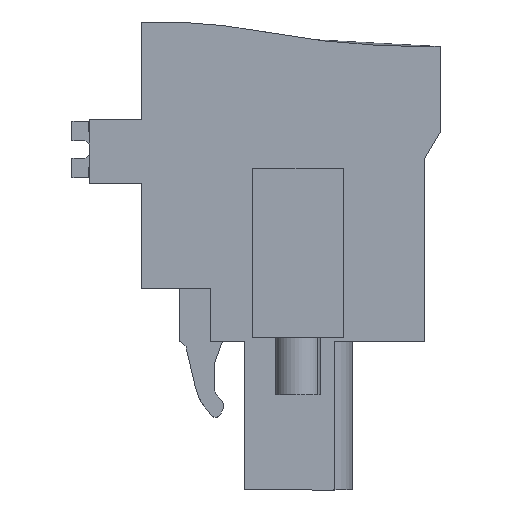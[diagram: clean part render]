
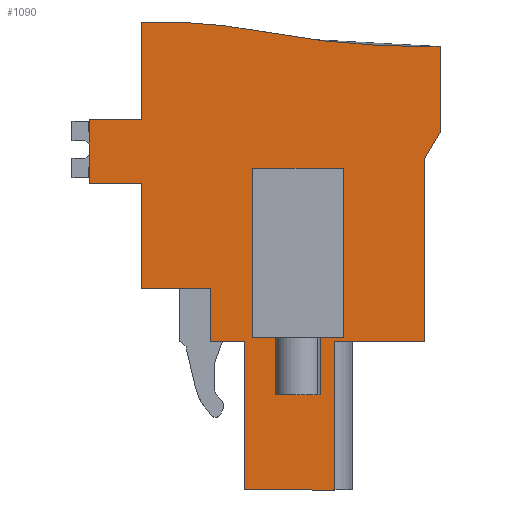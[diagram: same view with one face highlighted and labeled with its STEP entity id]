
A CAD part, left-side view. The second image highlights one B-rep face of the part: STEP entity #1090.
In plain terms, the highlighted planar face has unit normal (-1, 0, 0).
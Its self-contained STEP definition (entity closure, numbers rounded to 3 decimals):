
#932=AXIS2_PLACEMENT_3D('Plane Axis2P3D',#929,#930,#931) ;
#945=AXIS2_PLACEMENT_3D('Circle Axis2P3D',#943,#944,$) ;
#952=AXIS2_PLACEMENT_3D('Circle Axis2P3D',#950,#951,$) ;
#49=CARTESIAN_POINT('Vertex',(4.9,12.85,8.35)) ;
#52=CARTESIAN_POINT('Line Origine',(4.9,12.85,9.825)) ;
#56=CARTESIAN_POINT('Vertex',(4.9,12.85,11.3)) ;
#826=CARTESIAN_POINT('Vertex',(4.9,10.937,8.35)) ;
#829=CARTESIAN_POINT('Line Origine',(4.9,11.893,8.35)) ;
#929=CARTESIAN_POINT('Axis2P3D Location',(4.9,3.817,22.4)) ;
#934=CARTESIAN_POINT('Line Origine',(4.9,0.,22.459)) ;
#938=CARTESIAN_POINT('Vertex',(4.9,0.,20.059)) ;
#940=CARTESIAN_POINT('Vertex',(4.9,0.,24.859)) ;
#943=CARTESIAN_POINT('Axis2P3D Location',(4.9,0.92,72.85)) ;
#947=CARTESIAN_POINT('Vertex',(4.9,9.844,25.687)) ;
#950=CARTESIAN_POINT('Axis2P3D Location',(4.9,15.85,-6.057)) ;
#954=CARTESIAN_POINT('Vertex',(4.9,16.75,26.237)) ;
#957=CARTESIAN_POINT('Line Origine',(4.9,16.75,23.494)) ;
#961=CARTESIAN_POINT('Vertex',(4.9,16.75,20.75)) ;
#964=CARTESIAN_POINT('Line Origine',(4.9,18.2,20.75)) ;
#968=CARTESIAN_POINT('Vertex',(4.9,19.65,20.75)) ;
#971=CARTESIAN_POINT('Line Origine',(4.9,19.65,18.975)) ;
#975=CARTESIAN_POINT('Vertex',(4.9,19.65,17.2)) ;
#978=CARTESIAN_POINT('Line Origine',(4.9,18.2,17.2)) ;
#982=CARTESIAN_POINT('Vertex',(4.9,16.75,17.2)) ;
#985=CARTESIAN_POINT('Line Origine',(4.9,16.75,14.25)) ;
#989=CARTESIAN_POINT('Vertex',(4.9,16.75,11.3)) ;
#992=CARTESIAN_POINT('Line Origine',(4.9,14.8,11.3)) ;
#997=CARTESIAN_POINT('Line Origine',(4.9,10.937,4.175)) ;
#1001=CARTESIAN_POINT('Vertex',(4.9,10.937,0.)) ;
#1004=CARTESIAN_POINT('Line Origine',(4.9,8.414,0.)) ;
#1008=CARTESIAN_POINT('Vertex',(4.9,5.891,0.)) ;
#1011=CARTESIAN_POINT('Line Origine',(4.9,5.891,4.175)) ;
#1015=CARTESIAN_POINT('Vertex',(4.9,5.891,8.35)) ;
#1018=CARTESIAN_POINT('Line Origine',(4.9,3.396,8.35)) ;
#1022=CARTESIAN_POINT('Vertex',(4.9,0.9,8.35)) ;
#1025=CARTESIAN_POINT('Line Origine',(4.9,0.9,13.425)) ;
#1029=CARTESIAN_POINT('Vertex',(4.9,0.9,18.5)) ;
#1032=CARTESIAN_POINT('Line Origine',(4.9,0.45,19.279)) ;
#1056=CARTESIAN_POINT('Line Origine',(4.9,7.964,8.55)) ;
#1060=CARTESIAN_POINT('Vertex',(4.9,10.514,8.55)) ;
#1062=CARTESIAN_POINT('Vertex',(4.9,5.414,8.55)) ;
#1065=CARTESIAN_POINT('Line Origine',(4.9,10.514,13.3)) ;
#1069=CARTESIAN_POINT('Vertex',(4.9,10.514,18.05)) ;
#1072=CARTESIAN_POINT('Line Origine',(4.9,7.964,18.05)) ;
#1076=CARTESIAN_POINT('Vertex',(4.9,5.414,18.05)) ;
#1079=CARTESIAN_POINT('Line Origine',(4.9,5.414,13.3)) ;
#53=DIRECTION('Vector Direction',(0.,0.,1.)) ;
#830=DIRECTION('Vector Direction',(0.,1.,0.)) ;
#930=DIRECTION('Axis2P3D Direction',(1.,0.,0.)) ;
#931=DIRECTION('Axis2P3D XDirection',(0.,1.,0.)) ;
#935=DIRECTION('Vector Direction',(0.,0.,1.)) ;
#944=DIRECTION('Axis2P3D Direction',(1.,0.,0.)) ;
#951=DIRECTION('Axis2P3D Direction',(1.,0.,0.)) ;
#958=DIRECTION('Vector Direction',(0.,0.,1.)) ;
#965=DIRECTION('Vector Direction',(0.,-1.,0.)) ;
#972=DIRECTION('Vector Direction',(0.,0.,1.)) ;
#979=DIRECTION('Vector Direction',(0.,1.,0.)) ;
#986=DIRECTION('Vector Direction',(0.,0.,1.)) ;
#993=DIRECTION('Vector Direction',(0.,-1.,0.)) ;
#998=DIRECTION('Vector Direction',(0.,0.,-1.)) ;
#1005=DIRECTION('Vector Direction',(0.,-1.,0.)) ;
#1012=DIRECTION('Vector Direction',(0.,0.,-1.)) ;
#1019=DIRECTION('Vector Direction',(0.,1.,0.)) ;
#1026=DIRECTION('Vector Direction',(0.,0.,-1.)) ;
#1033=DIRECTION('Vector Direction',(0.,-0.5,0.866)) ;
#1057=DIRECTION('Vector Direction',(0.,-1.,0.)) ;
#1066=DIRECTION('Vector Direction',(0.,0.,-1.)) ;
#1073=DIRECTION('Vector Direction',(0.,-1.,0.)) ;
#1080=DIRECTION('Vector Direction',(0.,0.,-1.)) ;
#54=VECTOR('Line Direction',#53,1.) ;
#831=VECTOR('Line Direction',#830,1.) ;
#936=VECTOR('Line Direction',#935,1.) ;
#959=VECTOR('Line Direction',#958,1.) ;
#966=VECTOR('Line Direction',#965,1.) ;
#973=VECTOR('Line Direction',#972,1.) ;
#980=VECTOR('Line Direction',#979,1.) ;
#987=VECTOR('Line Direction',#986,1.) ;
#994=VECTOR('Line Direction',#993,1.) ;
#999=VECTOR('Line Direction',#998,1.) ;
#1006=VECTOR('Line Direction',#1005,1.) ;
#1013=VECTOR('Line Direction',#1012,1.) ;
#1020=VECTOR('Line Direction',#1019,1.) ;
#1027=VECTOR('Line Direction',#1026,1.) ;
#1034=VECTOR('Line Direction',#1033,1.) ;
#1058=VECTOR('Line Direction',#1057,1.) ;
#1067=VECTOR('Line Direction',#1066,1.) ;
#1074=VECTOR('Line Direction',#1073,1.) ;
#1081=VECTOR('Line Direction',#1080,1.) ;
#1038=ORIENTED_EDGE('',*,*,#942,.T.) ;
#1039=ORIENTED_EDGE('',*,*,#949,.T.) ;
#1040=ORIENTED_EDGE('',*,*,#956,.F.) ;
#1041=ORIENTED_EDGE('',*,*,#963,.F.) ;
#1042=ORIENTED_EDGE('',*,*,#970,.F.) ;
#1043=ORIENTED_EDGE('',*,*,#977,.F.) ;
#1044=ORIENTED_EDGE('',*,*,#984,.F.) ;
#1045=ORIENTED_EDGE('',*,*,#991,.F.) ;
#1046=ORIENTED_EDGE('',*,*,#996,.T.) ;
#1047=ORIENTED_EDGE('',*,*,#58,.F.) ;
#1048=ORIENTED_EDGE('',*,*,#833,.F.) ;
#1049=ORIENTED_EDGE('',*,*,#1003,.T.) ;
#1050=ORIENTED_EDGE('',*,*,#1010,.T.) ;
#1051=ORIENTED_EDGE('',*,*,#1017,.F.) ;
#1052=ORIENTED_EDGE('',*,*,#1024,.F.) ;
#1053=ORIENTED_EDGE('',*,*,#1031,.F.) ;
#1054=ORIENTED_EDGE('',*,*,#1036,.T.) ;
#1085=ORIENTED_EDGE('',*,*,#1064,.F.) ;
#1086=ORIENTED_EDGE('',*,*,#1071,.F.) ;
#1087=ORIENTED_EDGE('',*,*,#1078,.F.) ;
#1088=ORIENTED_EDGE('',*,*,#1083,.T.) ;
#1089=FACE_BOUND('',#1084,.T.) ;
#1090=ADVANCED_FACE('HOUSING',(#1055,#1089),#933,.F.) ;
#946=CIRCLE('generated circle',#945,48.) ;
#953=CIRCLE('generated circle',#952,32.307) ;
#58=EDGE_CURVE('',#50,#57,#55,.T.) ;
#833=EDGE_CURVE('',#827,#50,#832,.T.) ;
#942=EDGE_CURVE('',#939,#941,#937,.T.) ;
#949=EDGE_CURVE('',#941,#948,#946,.T.) ;
#956=EDGE_CURVE('',#955,#948,#953,.T.) ;
#963=EDGE_CURVE('',#962,#955,#960,.T.) ;
#970=EDGE_CURVE('',#969,#962,#967,.T.) ;
#977=EDGE_CURVE('',#976,#969,#974,.T.) ;
#984=EDGE_CURVE('',#983,#976,#981,.T.) ;
#991=EDGE_CURVE('',#990,#983,#988,.T.) ;
#996=EDGE_CURVE('',#990,#57,#995,.T.) ;
#1003=EDGE_CURVE('',#827,#1002,#1000,.T.) ;
#1010=EDGE_CURVE('',#1002,#1009,#1007,.T.) ;
#1017=EDGE_CURVE('',#1016,#1009,#1014,.T.) ;
#1024=EDGE_CURVE('',#1023,#1016,#1021,.T.) ;
#1031=EDGE_CURVE('',#1030,#1023,#1028,.T.) ;
#1036=EDGE_CURVE('',#1030,#939,#1035,.T.) ;
#1064=EDGE_CURVE('',#1061,#1063,#1059,.T.) ;
#1071=EDGE_CURVE('',#1070,#1061,#1068,.T.) ;
#1078=EDGE_CURVE('',#1077,#1070,#1075,.F.) ;
#1083=EDGE_CURVE('',#1077,#1063,#1082,.T.) ;
#1037=EDGE_LOOP('',(#1038,#1039,#1040,#1041,#1042,#1043,#1044,#1045,#1046,#1047,#1048,#1049,#1050,#1051,#1052,#1053,#1054)) ;
#1084=EDGE_LOOP('',(#1085,#1086,#1087,#1088)) ;
#1055=FACE_OUTER_BOUND('',#1037,.T.) ;
#55=LINE('Line',#52,#54) ;
#832=LINE('Line',#829,#831) ;
#937=LINE('Line',#934,#936) ;
#960=LINE('Line',#957,#959) ;
#967=LINE('Line',#964,#966) ;
#974=LINE('Line',#971,#973) ;
#981=LINE('Line',#978,#980) ;
#988=LINE('Line',#985,#987) ;
#995=LINE('Line',#992,#994) ;
#1000=LINE('Line',#997,#999) ;
#1007=LINE('Line',#1004,#1006) ;
#1014=LINE('Line',#1011,#1013) ;
#1021=LINE('Line',#1018,#1020) ;
#1028=LINE('Line',#1025,#1027) ;
#1035=LINE('Line',#1032,#1034) ;
#1059=LINE('Line',#1056,#1058) ;
#1068=LINE('Line',#1065,#1067) ;
#1075=LINE('Line',#1072,#1074) ;
#1082=LINE('Line',#1079,#1081) ;
#933=PLANE('',#932) ;
#50=VERTEX_POINT('',#49) ;
#57=VERTEX_POINT('',#56) ;
#827=VERTEX_POINT('',#826) ;
#939=VERTEX_POINT('',#938) ;
#941=VERTEX_POINT('',#940) ;
#948=VERTEX_POINT('',#947) ;
#955=VERTEX_POINT('',#954) ;
#962=VERTEX_POINT('',#961) ;
#969=VERTEX_POINT('',#968) ;
#976=VERTEX_POINT('',#975) ;
#983=VERTEX_POINT('',#982) ;
#990=VERTEX_POINT('',#989) ;
#1002=VERTEX_POINT('',#1001) ;
#1009=VERTEX_POINT('',#1008) ;
#1016=VERTEX_POINT('',#1015) ;
#1023=VERTEX_POINT('',#1022) ;
#1030=VERTEX_POINT('',#1029) ;
#1061=VERTEX_POINT('',#1060) ;
#1063=VERTEX_POINT('',#1062) ;
#1070=VERTEX_POINT('',#1069) ;
#1077=VERTEX_POINT('',#1076) ;
